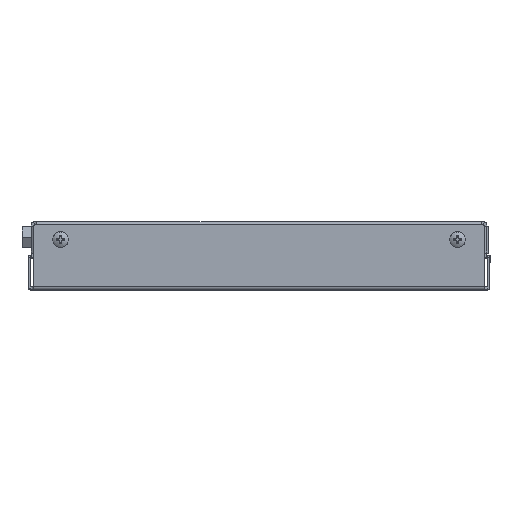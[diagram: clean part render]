
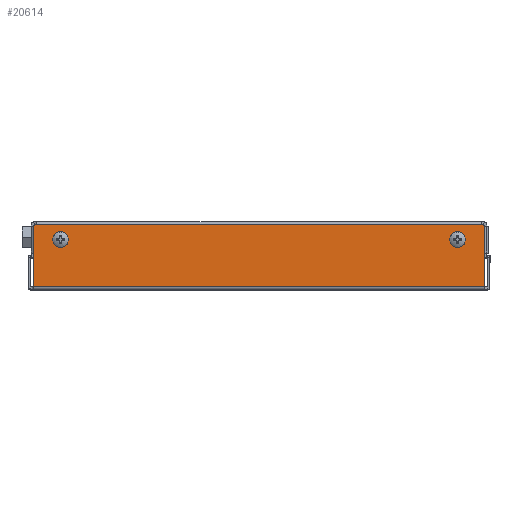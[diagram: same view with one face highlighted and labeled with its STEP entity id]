
A CAD part, top view. The second image highlights one B-rep face of the part: STEP entity #20614.
In plain terms, the highlighted planar face has unit normal (0, 0, 1).
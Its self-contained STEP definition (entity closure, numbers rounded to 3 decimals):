
#74 = LINE ( 'NONE', #8420, #14181 ) ;
#87 = VECTOR ( 'NONE', #16811, 1000. ) ;
#269 = VERTEX_POINT ( 'NONE', #20552 ) ;
#609 = AXIS2_PLACEMENT_3D ( 'NONE', #18934, #7849, #20792 ) ;
#621 = CARTESIAN_POINT ( 'NONE',  ( -36.35, 6.15, 2.45 ) ) ;
#974 = VERTEX_POINT ( 'NONE', #621 ) ;
#1019 = CARTESIAN_POINT ( 'NONE',  ( 122.45, 8., 2.45 ) ) ;
#1264 = CARTESIAN_POINT ( 'NONE',  ( 110.15, 7.65, 2.45 ) ) ;
#1402 = DIRECTION ( 'NONE',  ( 0., 1., 0. ) ) ;
#1425 = EDGE_CURVE ( 'NONE', #5852, #4273, #4937, .T. ) ;
#1489 = VERTEX_POINT ( 'NONE', #4421 ) ;
#1589 = VERTEX_POINT ( 'NONE', #17657 ) ;
#1768 = VECTOR ( 'NONE', #17502, 1000. ) ;
#2055 = ORIENTED_EDGE ( 'NONE', *, *, #18815, .T. ) ;
#2206 = LINE ( 'NONE', #13317, #10823 ) ;
#2323 = ORIENTED_EDGE ( 'NONE', *, *, #22702, .T. ) ;
#2541 = CARTESIAN_POINT ( 'NONE',  ( -38.35, 6.15, 2.45 ) ) ;
#2568 = LINE ( 'NONE', #17719, #21675 ) ;
#2666 = DIRECTION ( 'NONE',  ( 0., 0., -1. ) ) ;
#2775 = FACE_BOUND ( 'NONE', #20113, .T. ) ;
#2837 = EDGE_CURVE ( 'NONE', #1489, #19718, #10531, .T. ) ;
#3262 = ORIENTED_EDGE ( 'NONE', *, *, #18992, .T. ) ;
#3883 = AXIS2_PLACEMENT_3D ( 'NONE', #13706, #2666, #15564 ) ;
#4127 = DIRECTION ( 'NONE',  ( 1., 0., 0. ) ) ;
#4273 = VERTEX_POINT ( 'NONE', #1264 ) ;
#4382 = DIRECTION ( 'NONE',  ( -1., 0., 0. ) ) ;
#4421 = CARTESIAN_POINT ( 'NONE',  ( -40.35, 6.15, 2.45 ) ) ;
#4516 = EDGE_CURVE ( 'NONE', #17384, #9541, #11140, .T. ) ;
#4562 = CARTESIAN_POINT ( 'NONE',  ( 124.45, 12.5, 2.45 ) ) ;
#4666 = LINE ( 'NONE', #8393, #9007 ) ;
#4781 = DIRECTION ( 'NONE',  ( 0., -1., 0. ) ) ;
#4937 = LINE ( 'NONE', #23065, #87 ) ;
#5073 = CIRCLE ( 'NONE', #21427, 1. ) ;
#5523 = AXIS2_PLACEMENT_3D ( 'NONE', #2541, #15436, #4382 ) ;
#5837 = CIRCLE ( 'NONE', #609, 2. ) ;
#5852 = VERTEX_POINT ( 'NONE', #15875 ) ;
#7101 = FACE_BOUND ( 'NONE', #21302, .T. ) ;
#7239 = DIRECTION ( 'NONE',  ( 0., 0., 1. ) ) ;
#7509 = CARTESIAN_POINT ( 'NONE',  ( -40.35, 6.15, 2.45 ) ) ;
#7751 = EDGE_CURVE ( 'NONE', #4273, #8953, #11301, .T. ) ;
#7820 = EDGE_CURVE ( 'NONE', #269, #11082, #4666, .T. ) ;
#7849 = DIRECTION ( 'NONE',  ( 0., 0., -1. ) ) ;
#8213 = ORIENTED_EDGE ( 'NONE', *, *, #1425, .T. ) ;
#8228 = DIRECTION ( 'NONE',  ( 0., 0., -1. ) ) ;
#8393 = CARTESIAN_POINT ( 'NONE',  ( -48.65, 8., 2.45 ) ) ;
#8420 = CARTESIAN_POINT ( 'NONE',  ( -36.35, 6.15, 2.45 ) ) ;
#8506 = DIRECTION ( 'NONE',  ( 0., -1., 0. ) ) ;
#8953 = VERTEX_POINT ( 'NONE', #9777 ) ;
#9007 = VECTOR ( 'NONE', #10218, 1000. ) ;
#9458 = DIRECTION ( 'NONE',  ( -1., 0., 0. ) ) ;
#9475 = CIRCLE ( 'NONE', #17813, 1. ) ;
#9541 = VERTEX_POINT ( 'NONE', #12848 ) ;
#9777 = CARTESIAN_POINT ( 'NONE',  ( 114.15, 7.65, 2.45 ) ) ;
#10068 = VERTEX_POINT ( 'NONE', #19639 ) ;
#10218 = DIRECTION ( 'NONE',  ( 0., -1., 0. ) ) ;
#10352 = CARTESIAN_POINT ( 'NONE',  ( -48.65, -11., 2.45 ) ) ;
#10531 = LINE ( 'NONE', #7509, #19806 ) ;
#10564 = ORIENTED_EDGE ( 'NONE', *, *, #20681, .T. ) ;
#10823 = VECTOR ( 'NONE', #4127, 1000. ) ;
#10824 = DIRECTION ( 'NONE',  ( 0., 0., 1. ) ) ;
#10959 = ORIENTED_EDGE ( 'NONE', *, *, #23311, .T. ) ;
#10985 = VERTEX_POINT ( 'NONE', #13525 ) ;
#11082 = VERTEX_POINT ( 'NONE', #10352 ) ;
#11110 = CARTESIAN_POINT ( 'NONE',  ( 121.45, 12.5, 2.45 ) ) ;
#11140 = LINE ( 'NONE', #1019, #20433 ) ;
#11301 = CIRCLE ( 'NONE', #21907, 2. ) ;
#12522 = AXIS2_PLACEMENT_3D ( 'NONE', #20465, #20540, #9458 ) ;
#12538 = FACE_OUTER_BOUND ( 'NONE', #13028, .T. ) ;
#12724 = CIRCLE ( 'NONE', #5523, 2. ) ;
#12848 = CARTESIAN_POINT ( 'NONE',  ( 122.45, -11., 2.45 ) ) ;
#13028 = EDGE_LOOP ( 'NONE', ( #10959, #13186, #17388, #10564, #14469, #3262 ) ) ;
#13186 = ORIENTED_EDGE ( 'NONE', *, *, #19839, .T. ) ;
#13317 = CARTESIAN_POINT ( 'NONE',  ( 122.45, -11., 2.45 ) ) ;
#13525 = CARTESIAN_POINT ( 'NONE',  ( -36.35, 7.65, 2.45 ) ) ;
#13706 = CARTESIAN_POINT ( 'NONE',  ( 112.15, 6.15, 2.45 ) ) ;
#14181 = VECTOR ( 'NONE', #8506, 1000. ) ;
#14469 = ORIENTED_EDGE ( 'NONE', *, *, #4516, .F. ) ;
#14645 = CARTESIAN_POINT ( 'NONE',  ( 122.45, 11.5, 2.45 ) ) ;
#14959 = ORIENTED_EDGE ( 'NONE', *, *, #18120, .T. ) ;
#15199 = EDGE_CURVE ( 'NONE', #974, #1489, #12724, .T. ) ;
#15340 = EDGE_CURVE ( 'NONE', #10985, #974, #74, .T. ) ;
#15436 = DIRECTION ( 'NONE',  ( 0., 0., -1. ) ) ;
#15485 = ORIENTED_EDGE ( 'NONE', *, *, #2837, .T. ) ;
#15564 = DIRECTION ( 'NONE',  ( -1., 0., 0. ) ) ;
#15875 = CARTESIAN_POINT ( 'NONE',  ( 110.15, 6.15, 2.45 ) ) ;
#16808 = PLANE ( 'NONE',  #12522 ) ;
#16811 = DIRECTION ( 'NONE',  ( 0., 1., 0. ) ) ;
#17384 = VERTEX_POINT ( 'NONE', #14645 ) ;
#17388 = ORIENTED_EDGE ( 'NONE', *, *, #7820, .T. ) ;
#17502 = DIRECTION ( 'NONE',  ( -1., 0., 0. ) ) ;
#17585 = ORIENTED_EDGE ( 'NONE', *, *, #15199, .T. ) ;
#17657 = CARTESIAN_POINT ( 'NONE',  ( -47.65, 12.5, 2.45 ) ) ;
#17719 = CARTESIAN_POINT ( 'NONE',  ( 114.15, 6.15, 2.45 ) ) ;
#17813 = AXIS2_PLACEMENT_3D ( 'NONE', #21965, #10824, #23831 ) ;
#18120 = EDGE_CURVE ( 'NONE', #10068, #5852, #23117, .T. ) ;
#18317 = CARTESIAN_POINT ( 'NONE',  ( -47.65, 11.5, 2.45 ) ) ;
#18815 = EDGE_CURVE ( 'NONE', #8953, #10068, #2568, .T. ) ;
#18934 = CARTESIAN_POINT ( 'NONE',  ( -38.35, 7.65, 2.45 ) ) ;
#18992 = EDGE_CURVE ( 'NONE', #17384, #19340, #9475, .T. ) ;
#19309 = CARTESIAN_POINT ( 'NONE',  ( 112.15, 7.65, 2.45 ) ) ;
#19340 = VERTEX_POINT ( 'NONE', #11110 ) ;
#19537 = CARTESIAN_POINT ( 'NONE',  ( -40.35, 7.65, 2.45 ) ) ;
#19639 = CARTESIAN_POINT ( 'NONE',  ( 114.15, 6.15, 2.45 ) ) ;
#19718 = VERTEX_POINT ( 'NONE', #19537 ) ;
#19806 = VECTOR ( 'NONE', #1402, 1000. ) ;
#19839 = EDGE_CURVE ( 'NONE', #1589, #269, #5073, .T. ) ;
#19841 = ORIENTED_EDGE ( 'NONE', *, *, #7751, .T. ) ;
#20113 = EDGE_LOOP ( 'NONE', ( #2055, #14959, #8213, #19841 ) ) ;
#20165 = DIRECTION ( 'NONE',  ( -1., 0., 0. ) ) ;
#20177 = DIRECTION ( 'NONE',  ( 0., -1., 0. ) ) ;
#20433 = VECTOR ( 'NONE', #20177, 1000. ) ;
#20465 = CARTESIAN_POINT ( 'NONE',  ( 124.45, -11., 2.45 ) ) ;
#20540 = DIRECTION ( 'NONE',  ( 0., 0., -1. ) ) ;
#20552 = CARTESIAN_POINT ( 'NONE',  ( -48.65, 11.5, 2.45 ) ) ;
#20560 = ORIENTED_EDGE ( 'NONE', *, *, #15340, .T. ) ;
#20614 = ADVANCED_FACE ( 'NONE', ( #2775, #7101, #12538 ), #16808, .F. ) ;
#20681 = EDGE_CURVE ( 'NONE', #11082, #9541, #2206, .T. ) ;
#20792 = DIRECTION ( 'NONE',  ( -1., 0., 0. ) ) ;
#20844 = LINE ( 'NONE', #4562, #1768 ) ;
#21189 = DIRECTION ( 'NONE',  ( -1., 0., 0. ) ) ;
#21302 = EDGE_LOOP ( 'NONE', ( #20560, #17585, #15485, #2323 ) ) ;
#21427 = AXIS2_PLACEMENT_3D ( 'NONE', #18317, #7239, #20165 ) ;
#21675 = VECTOR ( 'NONE', #4781, 1000. ) ;
#21907 = AXIS2_PLACEMENT_3D ( 'NONE', #19309, #8228, #21189 ) ;
#21965 = CARTESIAN_POINT ( 'NONE',  ( 121.45, 11.5, 2.45 ) ) ;
#22702 = EDGE_CURVE ( 'NONE', #19718, #10985, #5837, .T. ) ;
#23065 = CARTESIAN_POINT ( 'NONE',  ( 110.15, 6.15, 2.45 ) ) ;
#23117 = CIRCLE ( 'NONE', #3883, 2. ) ;
#23311 = EDGE_CURVE ( 'NONE', #19340, #1589, #20844, .T. ) ;
#23831 = DIRECTION ( 'NONE',  ( -1., 0., 0. ) ) ;
